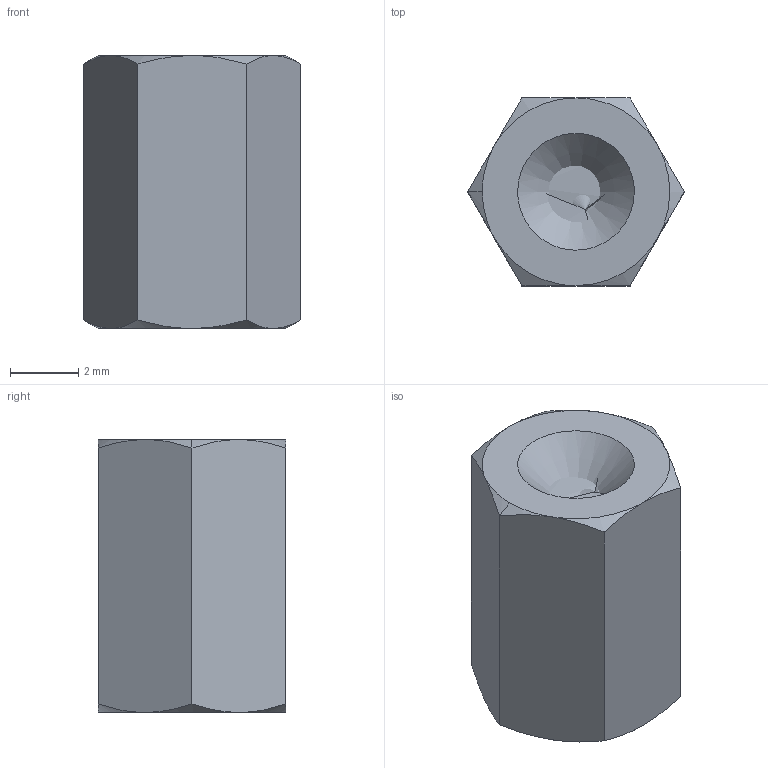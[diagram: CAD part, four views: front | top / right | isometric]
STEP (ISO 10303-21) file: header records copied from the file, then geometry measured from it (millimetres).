
FILE_DESCRIPTION (( 'STEP AP214' ), '1' );
FILE_NAME ('08C4ACD9-70EF-4048-A7F7-07962BCB3DE9.STEP', '2022-11-15T10:20:56', ( '' ), ( '' ), 'SwSTEP 2.0', 'SolidWorks 2022', '' );
FILE_SCHEMA (( 'AUTOMOTIVE_DESIGN' ));
Length unit declared in the file: millimetre
Products named in the file (1): 08C4ACD9-70EF-4048-A7F7-07962BCB3DE9
Bounding box: 6.35 x 5.5 x 8 mm (x, y, z)
Surface area: 197.5 mm2 (no closed solid volume)
Topology: 0 solids, 1 shells, 32 faces, 107 edges, 65 vertices
Faces by surface type: cone 18, plane 8, cylinder 4, bspline 2
Entity records: 4280 total; most frequent: CARTESIAN_POINT 3235, ORIENTED_EDGE 175, EDGE_CURVE 98, B_SPLINE_CURVE_WITH_KNOTS 87, DIRECTION 71, VERTEX_POINT 62, EDGE_LOOP 35, UNCERTAINTY_MEASURE_WITH_UNIT 33
